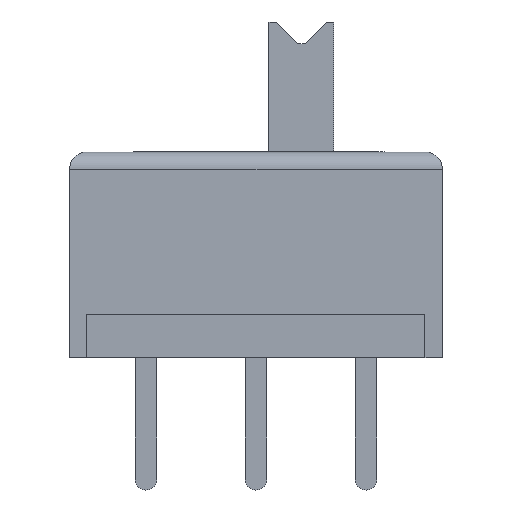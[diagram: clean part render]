
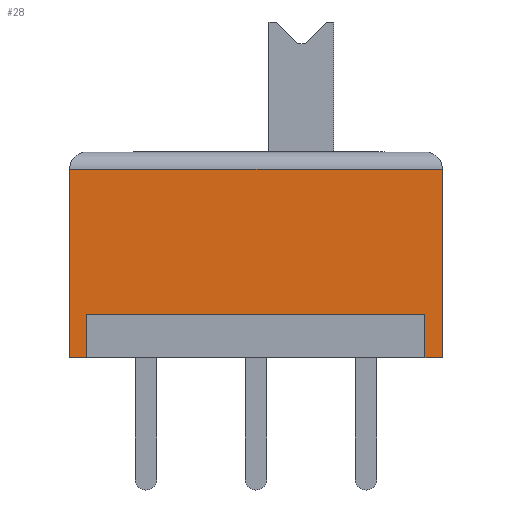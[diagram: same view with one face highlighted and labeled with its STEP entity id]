
A CAD part, front view. The second image highlights one B-rep face of the part: STEP entity #28.
In plain terms, the highlighted planar face has unit normal (0, -1, 0).
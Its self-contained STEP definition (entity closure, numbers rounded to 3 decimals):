
#11 = DIRECTION ( 'NONE',  ( -1., 0., 0. ) ) ;
#28 = ADVANCED_FACE ( 'NONE', ( #717 ), #1070, .F. ) ;
#34 = DIRECTION ( 'NONE',  ( 0., 0., -1. ) ) ;
#36 = VECTOR ( 'NONE', #594, 1000. ) ;
#79 = ORIENTED_EDGE ( 'NONE', *, *, #174, .T. ) ;
#86 = EDGE_CURVE ( 'NONE', #202, #157, #482, .T. ) ;
#131 = CARTESIAN_POINT ( 'NONE',  ( -4.3, -1.8, 4.35 ) ) ;
#144 = VERTEX_POINT ( 'NONE', #1328 ) ;
#157 = VERTEX_POINT ( 'NONE', #1449 ) ;
#174 = EDGE_CURVE ( 'NONE', #542, #1000, #795, .T. ) ;
#182 = CARTESIAN_POINT ( 'NONE',  ( 4.3, -1.8, 4.35 ) ) ;
#202 = VERTEX_POINT ( 'NONE', #182 ) ;
#213 = CARTESIAN_POINT ( 'NONE',  ( -3.9, -1.8, 1. ) ) ;
#234 = ORIENTED_EDGE ( 'NONE', *, *, #697, .F. ) ;
#242 = CARTESIAN_POINT ( 'NONE',  ( -3.9, -1.8, 1. ) ) ;
#246 = VECTOR ( 'NONE', #11, 1000. ) ;
#321 = CARTESIAN_POINT ( 'NONE',  ( 3.9, -1.8, 0. ) ) ;
#323 = VECTOR ( 'NONE', #724, 1000. ) ;
#329 = CARTESIAN_POINT ( 'NONE',  ( -4.3, -1.8, 4.75 ) ) ;
#339 = DIRECTION ( 'NONE',  ( 0., 1., 0. ) ) ;
#354 = LINE ( 'NONE', #850, #36 ) ;
#357 = VECTOR ( 'NONE', #613, 1000. ) ;
#365 = ORIENTED_EDGE ( 'NONE', *, *, #715, .F. ) ;
#394 = LINE ( 'NONE', #825, #1567 ) ;
#482 = LINE ( 'NONE', #131, #246 ) ;
#505 = EDGE_LOOP ( 'NONE', ( #365, #1044, #79, #234, #946, #1388, #947, #743 ) ) ;
#542 = VERTEX_POINT ( 'NONE', #321 ) ;
#550 = AXIS2_PLACEMENT_3D ( 'NONE', #329, #339, #810 ) ;
#594 = DIRECTION ( 'NONE',  ( 1., 0., 0. ) ) ;
#613 = DIRECTION ( 'NONE',  ( 0., 0., -1. ) ) ;
#650 = VERTEX_POINT ( 'NONE', #1414 ) ;
#651 = EDGE_CURVE ( 'NONE', #157, #650, #394, .T. ) ;
#697 = EDGE_CURVE ( 'NONE', #202, #1000, #1096, .T. ) ;
#715 = EDGE_CURVE ( 'NONE', #1224, #1405, #791, .T. ) ;
#717 = FACE_OUTER_BOUND ( 'NONE', #505, .T. ) ;
#724 = DIRECTION ( 'NONE',  ( 0., 0., -1. ) ) ;
#730 = EDGE_CURVE ( 'NONE', #650, #144, #354, .T. ) ;
#733 = CARTESIAN_POINT ( 'NONE',  ( 4.3, -1.8, 0. ) ) ;
#740 = DIRECTION ( 'NONE',  ( 1., 0., 0. ) ) ;
#743 = ORIENTED_EDGE ( 'NONE', *, *, #966, .F. ) ;
#774 = CARTESIAN_POINT ( 'NONE',  ( 3.9, -1.8, 1. ) ) ;
#791 = LINE ( 'NONE', #213, #822 ) ;
#793 = VECTOR ( 'NONE', #34, 1000. ) ;
#795 = LINE ( 'NONE', #1340, #1197 ) ;
#810 = DIRECTION ( 'NONE',  ( 0., 0., 1. ) ) ;
#822 = VECTOR ( 'NONE', #1311, 1000. ) ;
#825 = CARTESIAN_POINT ( 'NONE',  ( -4.3, -1.8, 4.75 ) ) ;
#850 = CARTESIAN_POINT ( 'NONE',  ( -4.3, -1.8, 0. ) ) ;
#946 = ORIENTED_EDGE ( 'NONE', *, *, #86, .T. ) ;
#947 = ORIENTED_EDGE ( 'NONE', *, *, #730, .T. ) ;
#966 = EDGE_CURVE ( 'NONE', #1405, #144, #1438, .T. ) ;
#1000 = VERTEX_POINT ( 'NONE', #733 ) ;
#1044 = ORIENTED_EDGE ( 'NONE', *, *, #1186, .T. ) ;
#1070 = PLANE ( 'NONE',  #550 ) ;
#1096 = LINE ( 'NONE', #1434, #323 ) ;
#1184 = LINE ( 'NONE', #774, #793 ) ;
#1186 = EDGE_CURVE ( 'NONE', #1224, #542, #1184, .T. ) ;
#1197 = VECTOR ( 'NONE', #740, 1000. ) ;
#1224 = VERTEX_POINT ( 'NONE', #1344 ) ;
#1311 = DIRECTION ( 'NONE',  ( -1., 0., 0. ) ) ;
#1328 = CARTESIAN_POINT ( 'NONE',  ( -3.9, -1.8, 0. ) ) ;
#1340 = CARTESIAN_POINT ( 'NONE',  ( -4.3, -1.8, 0. ) ) ;
#1344 = CARTESIAN_POINT ( 'NONE',  ( 3.9, -1.8, 1. ) ) ;
#1388 = ORIENTED_EDGE ( 'NONE', *, *, #651, .T. ) ;
#1405 = VERTEX_POINT ( 'NONE', #242 ) ;
#1414 = CARTESIAN_POINT ( 'NONE',  ( -4.3, -1.8, 0. ) ) ;
#1434 = CARTESIAN_POINT ( 'NONE',  ( 4.3, -1.8, 4.75 ) ) ;
#1438 = LINE ( 'NONE', #1447, #357 ) ;
#1447 = CARTESIAN_POINT ( 'NONE',  ( -3.9, -1.8, 1. ) ) ;
#1449 = CARTESIAN_POINT ( 'NONE',  ( -4.3, -1.8, 4.35 ) ) ;
#1524 = DIRECTION ( 'NONE',  ( 0., 0., -1. ) ) ;
#1567 = VECTOR ( 'NONE', #1524, 1000. ) ;
